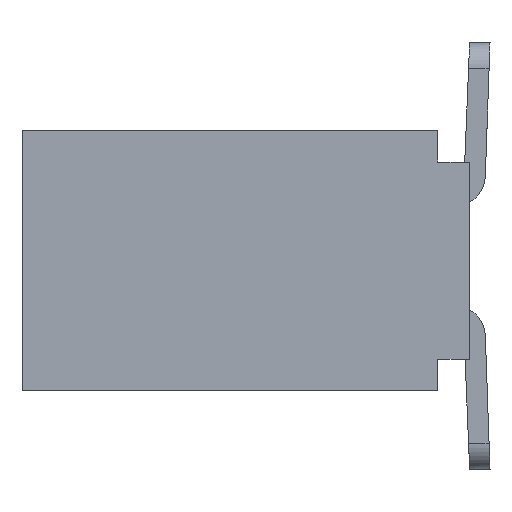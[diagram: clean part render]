
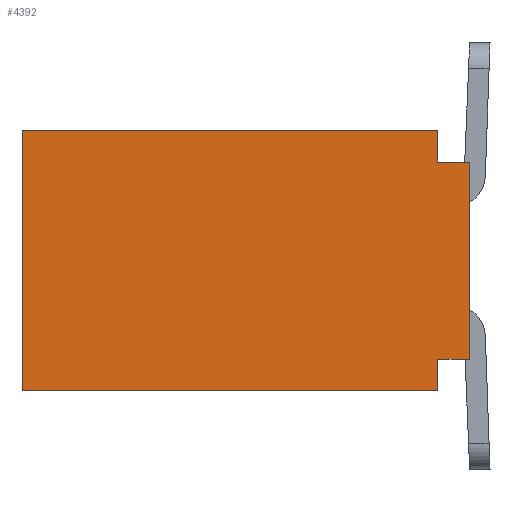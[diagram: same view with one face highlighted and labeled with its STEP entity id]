
A CAD part, left-side view. The second image highlights one B-rep face of the part: STEP entity #4392.
In plain terms, the highlighted planar face has unit normal (-1, 0, 0).
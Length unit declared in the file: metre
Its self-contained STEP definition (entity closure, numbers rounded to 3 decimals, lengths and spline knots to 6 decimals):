
#140=ORIENTED_EDGE('',*,*,#1404,.T.);
#141=ORIENTED_EDGE('',*,*,#1405,.T.);
#142=ORIENTED_EDGE('',*,*,#1406,.F.);
#143=ORIENTED_EDGE('',*,*,#1407,.F.);
#144=ORIENTED_EDGE('',*,*,#1408,.T.);
#145=ORIENTED_EDGE('',*,*,#1409,.F.);
#146=ORIENTED_EDGE('',*,*,#1410,.F.);
#147=ORIENTED_EDGE('',*,*,#1411,.T.);
#1404=EDGE_CURVE('',#2036,#2037,#2460,.T.);
#1405=EDGE_CURVE('',#2037,#2038,#2461,.T.);
#1406=EDGE_CURVE('',#2039,#2038,#2462,.T.);
#1407=EDGE_CURVE('',#2040,#2039,#2463,.T.);
#1408=EDGE_CURVE('',#2040,#2041,#2464,.T.);
#1409=EDGE_CURVE('',#2042,#2041,#2465,.T.);
#1410=EDGE_CURVE('',#2043,#2042,#2466,.T.);
#1411=EDGE_CURVE('',#2043,#2036,#2467,.T.);
#2036=VERTEX_POINT('',#7185);
#2037=VERTEX_POINT('',#7186);
#2038=VERTEX_POINT('',#7188);
#2039=VERTEX_POINT('',#7190);
#2040=VERTEX_POINT('',#7192);
#2041=VERTEX_POINT('',#7194);
#2042=VERTEX_POINT('',#7196);
#2043=VERTEX_POINT('',#7198);
#2460=LINE('',#7184,#3007);
#2461=LINE('',#7187,#3008);
#2462=LINE('',#7189,#3009);
#2463=LINE('',#7191,#3010);
#2464=LINE('',#7193,#3011);
#2465=LINE('',#7195,#3012);
#2466=LINE('',#7197,#3013);
#2467=LINE('',#7199,#3014);
#3007=VECTOR('',#6040,1.);
#3008=VECTOR('',#6041,1.);
#3009=VECTOR('',#6042,1.);
#3010=VECTOR('',#6043,1.);
#3011=VECTOR('',#6044,1.);
#3012=VECTOR('',#6045,1.);
#3013=VECTOR('',#6046,1.);
#3014=VECTOR('',#6047,1.);
#3548=EDGE_LOOP('',(#140,#141,#142,#143,#144,#145,#146,#147));
#3786=FACE_BOUND('',#3548,.T.);
#4023=PLANE('',#5732);
#4392=ADVANCED_FACE('',(#3786),#4023,.F.);
#5732=AXIS2_PLACEMENT_3D('',#7183,#6038,#6039);
#6038=DIRECTION('',(1.,0.,0.));
#6039=DIRECTION('',(0.,0.,-1.));
#6040=DIRECTION('',(0.,1.,0.));
#6041=DIRECTION('',(0.,0.,-1.));
#6042=DIRECTION('',(0.,1.,0.));
#6043=DIRECTION('',(0.,0.,-1.));
#6044=DIRECTION('',(0.,-1.,0.));
#6045=DIRECTION('',(0.,0.,-1.));
#6046=DIRECTION('',(0.,-1.,0.));
#6047=DIRECTION('',(0.,0.,1.));
#7183=CARTESIAN_POINT('',(-0.00725,0.002163,-0.000045));
#7184=CARTESIAN_POINT('',(-0.00725,0.000301,0.001205));
#7185=CARTESIAN_POINT('',(-0.00725,0.000301,0.001205));
#7186=CARTESIAN_POINT('',(-0.00725,0.004299,0.001205));
#7187=CARTESIAN_POINT('',(-0.00725,0.004299,0.001205));
#7188=CARTESIAN_POINT('',(-0.00725,0.004299,-0.001295));
#7189=CARTESIAN_POINT('',(-0.00725,0.000301,-0.001295));
#7190=CARTESIAN_POINT('',(-0.00725,0.000301,-0.001295));
#7191=CARTESIAN_POINT('',(-0.00725,0.000301,0.001054));
#7192=CARTESIAN_POINT('',(-0.00725,0.000301,-0.000994));
#7193=CARTESIAN_POINT('',(-0.00725,0.000301,-0.000994));
#7194=CARTESIAN_POINT('',(-0.00725,0.,-0.000994));
#7195=CARTESIAN_POINT('',(-0.00725,0.,0.000903));
#7196=CARTESIAN_POINT('',(-0.00725,0.,0.000903));
#7197=CARTESIAN_POINT('',(-0.00725,0.000301,0.000903));
#7198=CARTESIAN_POINT('',(-0.00725,0.000301,0.000903));
#7199=CARTESIAN_POINT('',(-0.00725,0.000301,0.000903));
